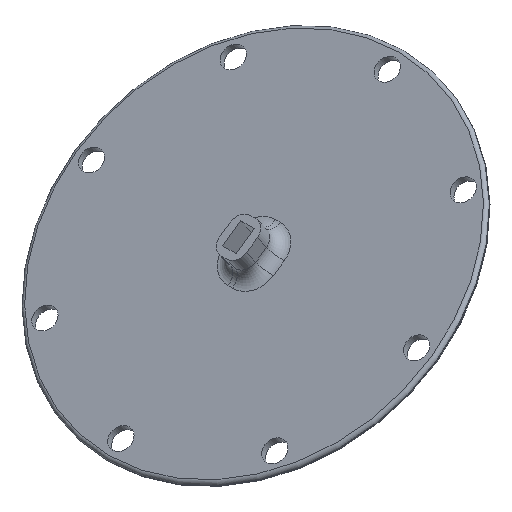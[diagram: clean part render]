
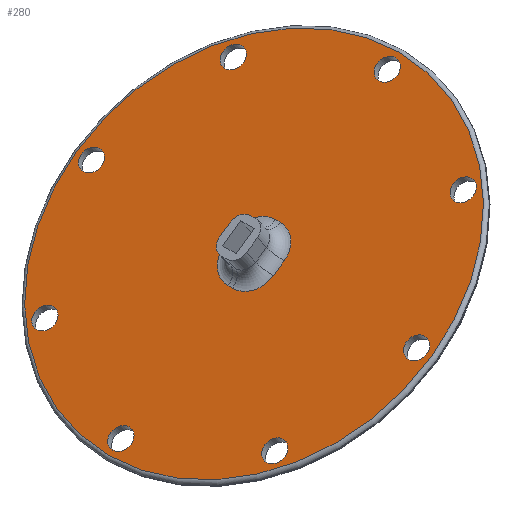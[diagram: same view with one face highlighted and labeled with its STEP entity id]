
A CAD part, isometric view. The second image highlights one B-rep face of the part: STEP entity #280.
In plain terms, the highlighted planar face has unit normal (-0.574, 0, 0.819).
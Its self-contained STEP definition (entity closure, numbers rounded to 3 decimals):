
#106=CARTESIAN_POINT('',(-38.813,0.,55.43));
#107=DIRECTION('',(-0.574,0.,0.819));
#108=DIRECTION('',(0.,-1.,0.));
#109=AXIS2_PLACEMENT_3D('',#106,#107,#108);
#110=PLANE('',#109);
#111=CARTESIAN_POINT('',(-6.941,70.,77.747));
#112=VERTEX_POINT('',#111);
#113=CARTESIAN_POINT('',(-39.134,70.,55.205));
#114=DIRECTION('',(-0.574,0.,0.819));
#115=DIRECTION('',(0.819,0.,0.574));
#116=AXIS2_PLACEMENT_3D('',#113,#114,#115);
#117=CIRCLE('',#116,39.3);
#118=EDGE_CURVE('',#112,#112,#117,.T.);
#119=ORIENTED_EDGE('',*,*,#118,.T.);
#120=EDGE_LOOP('',(#119));
#121=FACE_BOUND('',#120,.T.);
#122=CARTESIAN_POINT('',(-33.85,70.5,58.905));
#123=VERTEX_POINT('',#122);
#124=CARTESIAN_POINT('',(-37.946,75.5,56.037));
#125=VERTEX_POINT('',#124);
#126=CARTESIAN_POINT('',(-37.946,70.5,56.037));
#127=DIRECTION('',(-0.574,0.,0.819));
#128=DIRECTION('',(0.819,0.,0.574));
#129=AXIS2_PLACEMENT_3D('',#126,#127,#128);
#130=CIRCLE('',#129,5.);
#131=EDGE_CURVE('',#123,#125,#130,.T.);
#132=ORIENTED_EDGE('',*,*,#131,.F.);
#133=CARTESIAN_POINT('',(-33.85,69.5,58.905));
#134=VERTEX_POINT('',#133);
#135=CARTESIAN_POINT('',(-33.85,70.5,58.905));
#136=DIRECTION('',(0.,-1.,0.));
#137=VECTOR('',#136,1.);
#138=LINE('',#135,#137);
#139=EDGE_CURVE('',#123,#134,#138,.T.);
#140=ORIENTED_EDGE('',*,*,#139,.T.);
#141=CARTESIAN_POINT('',(-37.946,64.5,56.037));
#142=VERTEX_POINT('',#141);
#143=CARTESIAN_POINT('',(-37.946,69.5,56.037));
#144=DIRECTION('',(-0.574,0.,0.819));
#145=DIRECTION('',(0.819,0.,0.574));
#146=AXIS2_PLACEMENT_3D('',#143,#144,#145);
#147=CIRCLE('',#146,5.);
#148=EDGE_CURVE('',#142,#134,#147,.T.);
#149=ORIENTED_EDGE('',*,*,#148,.F.);
#150=CARTESIAN_POINT('',(-40.322,64.5,54.373));
#151=VERTEX_POINT('',#150);
#152=CARTESIAN_POINT('',(-37.946,64.5,56.037));
#153=DIRECTION('',(-0.819,-0.,-0.574));
#154=VECTOR('',#153,2.9);
#155=LINE('',#152,#154);
#156=EDGE_CURVE('',#142,#151,#155,.T.);
#157=ORIENTED_EDGE('',*,*,#156,.T.);
#158=CARTESIAN_POINT('',(-44.417,69.5,51.506));
#159=VERTEX_POINT('',#158);
#160=CARTESIAN_POINT('',(-40.322,69.5,54.373));
#161=DIRECTION('',(-0.574,0.,0.819));
#162=DIRECTION('',(0.819,0.,0.574));
#163=AXIS2_PLACEMENT_3D('',#160,#161,#162);
#164=CIRCLE('',#163,5.);
#165=EDGE_CURVE('',#159,#151,#164,.T.);
#166=ORIENTED_EDGE('',*,*,#165,.F.);
#167=CARTESIAN_POINT('',(-44.417,70.5,51.506));
#168=VERTEX_POINT('',#167);
#169=CARTESIAN_POINT('',(-44.417,69.5,51.506));
#170=DIRECTION('',(0.,1.,0.));
#171=VECTOR('',#170,1.);
#172=LINE('',#169,#171);
#173=EDGE_CURVE('',#159,#168,#172,.T.);
#174=ORIENTED_EDGE('',*,*,#173,.T.);
#175=CARTESIAN_POINT('',(-40.322,75.5,54.373));
#176=VERTEX_POINT('',#175);
#177=CARTESIAN_POINT('',(-40.322,70.5,54.373));
#178=DIRECTION('',(-0.574,0.,0.819));
#179=DIRECTION('',(0.819,0.,0.574));
#180=AXIS2_PLACEMENT_3D('',#177,#178,#179);
#181=CIRCLE('',#180,5.);
#182=EDGE_CURVE('',#176,#168,#181,.T.);
#183=ORIENTED_EDGE('',*,*,#182,.F.);
#184=CARTESIAN_POINT('',(-40.322,75.5,54.373));
#185=DIRECTION('',(0.819,0.,0.574));
#186=VECTOR('',#185,2.9);
#187=LINE('',#184,#186);
#188=EDGE_CURVE('',#176,#125,#187,.T.);
#189=ORIENTED_EDGE('',*,*,#188,.T.);
#190=EDGE_LOOP('',(#132,#140,#149,#157,#166,#174,#183,#189));
#191=FACE_BOUND('',#190,.T.);
#192=CARTESIAN_POINT('',(-7.801,70.,77.144));
#193=VERTEX_POINT('',#192);
#194=CARTESIAN_POINT('',(-9.644,70.,75.854));
#195=DIRECTION('',(-0.574,0.,0.819));
#196=DIRECTION('',(0.819,0.,0.574));
#197=AXIS2_PLACEMENT_3D('',#194,#195,#196);
#198=CIRCLE('',#197,2.25);
#199=EDGE_CURVE('',#193,#193,#198,.T.);
#200=ORIENTED_EDGE('',*,*,#199,.F.);
#201=EDGE_LOOP('',(#200));
#202=FACE_BOUND('',#201,.T.);
#203=CARTESIAN_POINT('',(-16.439,44.544,71.097));
#204=VERTEX_POINT('',#203);
#205=CARTESIAN_POINT('',(-18.282,44.544,69.806));
#206=DIRECTION('',(-0.574,0.,0.819));
#207=DIRECTION('',(0.819,0.,0.574));
#208=AXIS2_PLACEMENT_3D('',#205,#206,#207);
#209=CIRCLE('',#208,2.25);
#210=EDGE_CURVE('',#204,#204,#209,.T.);
#211=ORIENTED_EDGE('',*,*,#210,.F.);
#212=EDGE_LOOP('',(#211));
#213=FACE_BOUND('',#212,.T.);
#214=CARTESIAN_POINT('',(-37.291,34.,56.496));
#215=VERTEX_POINT('',#214);
#216=CARTESIAN_POINT('',(-39.134,34.,55.205));
#217=DIRECTION('',(-0.574,0.,0.819));
#218=DIRECTION('',(0.819,0.,0.574));
#219=AXIS2_PLACEMENT_3D('',#216,#217,#218);
#220=CIRCLE('',#219,2.25);
#221=EDGE_CURVE('',#215,#215,#220,.T.);
#222=ORIENTED_EDGE('',*,*,#221,.F.);
#223=EDGE_LOOP('',(#222));
#224=FACE_BOUND('',#223,.T.);
#225=CARTESIAN_POINT('',(-58.143,44.544,41.895));
#226=VERTEX_POINT('',#225);
#227=CARTESIAN_POINT('',(-59.986,44.544,40.604));
#228=DIRECTION('',(-0.574,0.,0.819));
#229=DIRECTION('',(0.819,0.,0.574));
#230=AXIS2_PLACEMENT_3D('',#227,#228,#229);
#231=CIRCLE('',#230,2.25);
#232=EDGE_CURVE('',#226,#226,#231,.T.);
#233=ORIENTED_EDGE('',*,*,#232,.F.);
#234=EDGE_LOOP('',(#233));
#235=FACE_BOUND('',#234,.T.);
#236=CARTESIAN_POINT('',(-66.78,70.,35.847));
#237=VERTEX_POINT('',#236);
#238=CARTESIAN_POINT('',(-68.623,70.,34.556));
#239=DIRECTION('',(-0.574,0.,0.819));
#240=DIRECTION('',(0.819,0.,0.574));
#241=AXIS2_PLACEMENT_3D('',#238,#239,#240);
#242=CIRCLE('',#241,2.25);
#243=EDGE_CURVE('',#237,#237,#242,.T.);
#244=ORIENTED_EDGE('',*,*,#243,.F.);
#245=EDGE_LOOP('',(#244));
#246=FACE_BOUND('',#245,.T.);
#247=CARTESIAN_POINT('',(-58.143,95.456,41.895));
#248=VERTEX_POINT('',#247);
#249=CARTESIAN_POINT('',(-59.986,95.456,40.604));
#250=DIRECTION('',(-0.574,0.,0.819));
#251=DIRECTION('',(0.819,0.,0.574));
#252=AXIS2_PLACEMENT_3D('',#249,#250,#251);
#253=CIRCLE('',#252,2.25);
#254=EDGE_CURVE('',#248,#248,#253,.T.);
#255=ORIENTED_EDGE('',*,*,#254,.F.);
#256=EDGE_LOOP('',(#255));
#257=FACE_BOUND('',#256,.T.);
#258=CARTESIAN_POINT('',(-37.291,106.,56.496));
#259=VERTEX_POINT('',#258);
#260=CARTESIAN_POINT('',(-39.134,106.,55.205));
#261=DIRECTION('',(-0.574,0.,0.819));
#262=DIRECTION('',(0.819,0.,0.574));
#263=AXIS2_PLACEMENT_3D('',#260,#261,#262);
#264=CIRCLE('',#263,2.25);
#265=EDGE_CURVE('',#259,#259,#264,.T.);
#266=ORIENTED_EDGE('',*,*,#265,.F.);
#267=EDGE_LOOP('',(#266));
#268=FACE_BOUND('',#267,.T.);
#269=CARTESIAN_POINT('',(-16.439,95.456,71.097));
#270=VERTEX_POINT('',#269);
#271=CARTESIAN_POINT('',(-18.282,95.456,69.806));
#272=DIRECTION('',(-0.574,0.,0.819));
#273=DIRECTION('',(0.819,0.,0.574));
#274=AXIS2_PLACEMENT_3D('',#271,#272,#273);
#275=CIRCLE('',#274,2.25);
#276=EDGE_CURVE('',#270,#270,#275,.T.);
#277=ORIENTED_EDGE('',*,*,#276,.F.);
#278=EDGE_LOOP('',(#277));
#279=FACE_BOUND('',#278,.T.);
#280=ADVANCED_FACE('',(#121,#191,#202,#213,#224,#235,#246,#257,#268,#279),#110,.T.);
